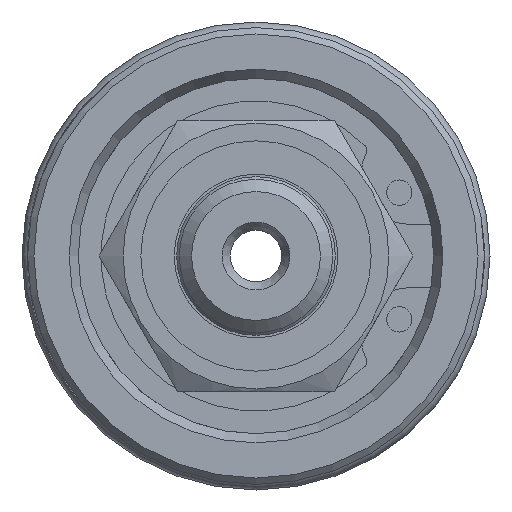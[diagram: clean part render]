
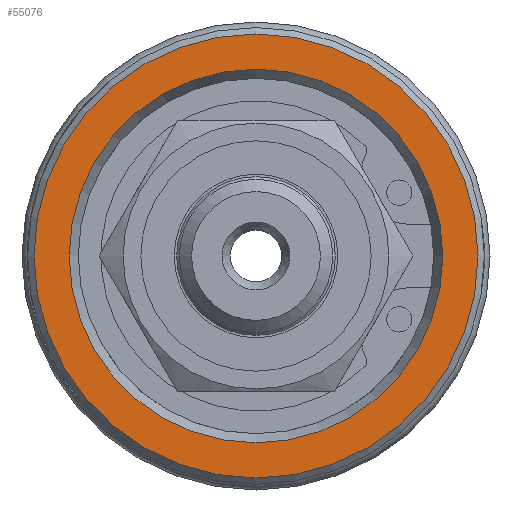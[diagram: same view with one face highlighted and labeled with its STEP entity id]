
A CAD part, left-side view. The second image highlights one B-rep face of the part: STEP entity #55076.
In plain terms, the highlighted planar face has unit normal (-1, 0, 0).
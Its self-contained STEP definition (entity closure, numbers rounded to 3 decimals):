
#55042=CARTESIAN_POINT('',(0.0,13.785,0.));
#55043=VERTEX_POINT('',#55042);
#55044=CARTESIAN_POINT('',(0.0,0.0,0.0));
#55045=DIRECTION('',(1.0,0.0,0.0));
#55046=DIRECTION('',(0.0,-1.0,0.0));
#55047=AXIS2_PLACEMENT_3D('',#55044,#55045,#55046);
#55048=CIRCLE('',#55047,13.785);
#55049=EDGE_CURVE('',#55043,#55043,#55048,.T.);
#55057=CARTESIAN_POINT('',(0.0,7.092,0.0));
#55058=DIRECTION('',(-1.0,0.0,0.0));
#55059=DIRECTION('',(0.0,0.0,1.0));
#55060=AXIS2_PLACEMENT_3D('',#55057,#55058,#55059);
#55061=PLANE('',#55060);
#55062=ORIENTED_EDGE('',*,*,#55049,.F.);
#55063=EDGE_LOOP('',(#55062));
#55064=FACE_OUTER_BOUND('',#55063,.T.);
#55065=CARTESIAN_POINT('',(0.0,11.6,0.0));
#55066=VERTEX_POINT('',#55065);
#55067=CARTESIAN_POINT('',(0.0,0.0,0.0));
#55068=DIRECTION('',(1.0,0.0,0.0));
#55069=DIRECTION('',(0.0,1.0,0.0));
#55070=AXIS2_PLACEMENT_3D('',#55067,#55068,#55069);
#55071=CIRCLE('',#55070,11.6);
#55072=EDGE_CURVE('',#55066,#55066,#55071,.T.);
#55073=ORIENTED_EDGE('',*,*,#55072,.T.);
#55074=EDGE_LOOP('',(#55073));
#55075=FACE_BOUND('',#55074,.T.);
#55076=ADVANCED_FACE('',(#55064,#55075),#55061,.T.);
